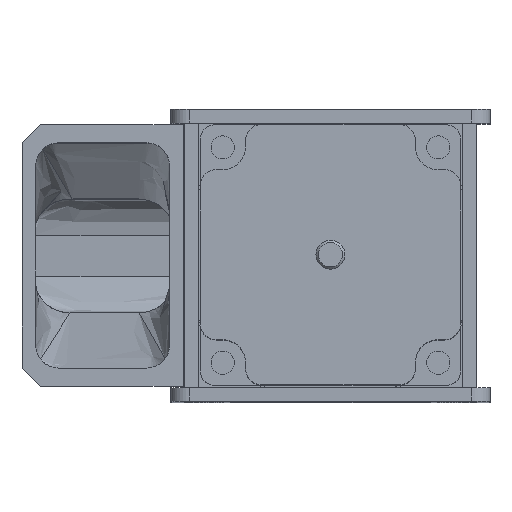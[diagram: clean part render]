
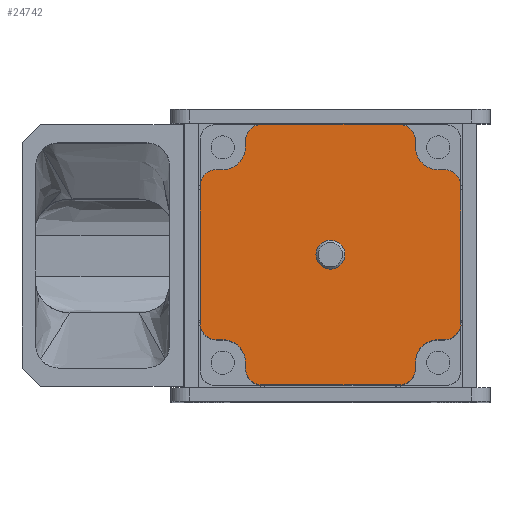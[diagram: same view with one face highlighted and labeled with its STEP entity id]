
A CAD part, top view. The second image highlights one B-rep face of the part: STEP entity #24742.
In plain terms, the highlighted face is planar.
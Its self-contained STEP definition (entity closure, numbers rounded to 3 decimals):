
#447=FACE_BOUND('',#4667,.T.);
#1531=CIRCLE('',#26960,3.175);
#1535=CIRCLE('',#26967,3.556);
#1536=CIRCLE('',#26968,3.556);
#1537=CIRCLE('',#26969,4.978);
#1538=CIRCLE('',#26970,3.556);
#1539=CIRCLE('',#26971,3.556);
#1540=CIRCLE('',#26972,4.978);
#1541=CIRCLE('',#26973,3.556);
#1542=CIRCLE('',#26974,3.556);
#1543=CIRCLE('',#26975,4.978);
#1544=CIRCLE('',#26976,3.556);
#1545=CIRCLE('',#26977,3.556);
#1546=CIRCLE('',#26978,4.978);
#3176=FACE_OUTER_BOUND('',#4666,.T.);
#4666=EDGE_LOOP('',(#22447,#22448,#22449,#22450,#22451,#22452,#22453,#22454,
#22455,#22456,#22457,#22458,#22459,#22460,#22461,#22462,#22463,#22464,#22465,
#22466,#22467,#22468,#22469,#22470));
#4667=EDGE_LOOP('',(#22471));
#7165=LINE('',#42530,#9669);
#7173=LINE('',#42550,#9677);
#7181=LINE('',#42570,#9685);
#7194=LINE('',#42636,#9698);
#7195=LINE('',#42640,#9699);
#7196=LINE('',#42645,#9700);
#7197=LINE('',#42649,#9701);
#7198=LINE('',#42653,#9702);
#7199=LINE('',#42657,#9703);
#7200=LINE('',#42661,#9704);
#7201=LINE('',#42666,#9705);
#7202=LINE('',#42669,#9706);
#9669=VECTOR('',#33359,1000.);
#9677=VECTOR('',#33375,1000.);
#9685=VECTOR('',#33391,1000.);
#9698=VECTOR('',#33466,1000.);
#9699=VECTOR('',#33469,1000.);
#9700=VECTOR('',#33474,1000.);
#9701=VECTOR('',#33477,1000.);
#9702=VECTOR('',#33480,1000.);
#9703=VECTOR('',#33483,1000.);
#9704=VECTOR('',#33486,1000.);
#9705=VECTOR('',#33491,1000.);
#9706=VECTOR('',#33494,1000.);
#11990=VERTEX_POINT('',#42527);
#11991=VERTEX_POINT('',#42529);
#11998=VERTEX_POINT('',#42547);
#11999=VERTEX_POINT('',#42549);
#12006=VERTEX_POINT('',#42567);
#12007=VERTEX_POINT('',#42569);
#12023=VERTEX_POINT('',#42617);
#12027=VERTEX_POINT('',#42631);
#12028=VERTEX_POINT('',#42633);
#12029=VERTEX_POINT('',#42635);
#12030=VERTEX_POINT('',#42637);
#12031=VERTEX_POINT('',#42639);
#12032=VERTEX_POINT('',#42642);
#12033=VERTEX_POINT('',#42644);
#12034=VERTEX_POINT('',#42646);
#12035=VERTEX_POINT('',#42648);
#12036=VERTEX_POINT('',#42650);
#12037=VERTEX_POINT('',#42652);
#12038=VERTEX_POINT('',#42654);
#12039=VERTEX_POINT('',#42656);
#12040=VERTEX_POINT('',#42658);
#12041=VERTEX_POINT('',#42660);
#12042=VERTEX_POINT('',#42663);
#12043=VERTEX_POINT('',#42665);
#12044=VERTEX_POINT('',#42667);
#15477=EDGE_CURVE('',#11990,#11991,#7165,.T.);
#15487=EDGE_CURVE('',#11998,#11999,#7173,.T.);
#15497=EDGE_CURVE('',#12006,#12007,#7181,.T.);
#15521=EDGE_CURVE('',#12023,#12023,#1531,.T.);
#15528=EDGE_CURVE('',#11999,#12027,#1535,.T.);
#15529=EDGE_CURVE('',#12028,#11998,#1536,.T.);
#15530=EDGE_CURVE('',#12029,#12028,#7194,.T.);
#15531=EDGE_CURVE('',#12030,#12029,#1537,.T.);
#15532=EDGE_CURVE('',#12031,#12030,#7195,.T.);
#15533=EDGE_CURVE('',#12007,#12031,#1538,.T.);
#15534=EDGE_CURVE('',#12032,#12006,#1539,.T.);
#15535=EDGE_CURVE('',#12033,#12032,#7196,.T.);
#15536=EDGE_CURVE('',#12034,#12033,#1540,.T.);
#15537=EDGE_CURVE('',#12035,#12034,#7197,.T.);
#15538=EDGE_CURVE('',#12036,#12035,#1541,.T.);
#15539=EDGE_CURVE('',#12037,#12036,#7198,.T.);
#15540=EDGE_CURVE('',#12038,#12037,#1542,.T.);
#15541=EDGE_CURVE('',#12039,#12038,#7199,.T.);
#15542=EDGE_CURVE('',#12040,#12039,#1543,.T.);
#15543=EDGE_CURVE('',#12041,#12040,#7200,.T.);
#15544=EDGE_CURVE('',#11991,#12041,#1544,.T.);
#15545=EDGE_CURVE('',#12042,#11990,#1545,.T.);
#15546=EDGE_CURVE('',#12043,#12042,#7201,.T.);
#15547=EDGE_CURVE('',#12044,#12043,#1546,.T.);
#15548=EDGE_CURVE('',#12027,#12044,#7202,.T.);
#22447=ORIENTED_EDGE('',*,*,#15528,.F.);
#22448=ORIENTED_EDGE('',*,*,#15487,.F.);
#22449=ORIENTED_EDGE('',*,*,#15529,.F.);
#22450=ORIENTED_EDGE('',*,*,#15530,.F.);
#22451=ORIENTED_EDGE('',*,*,#15531,.F.);
#22452=ORIENTED_EDGE('',*,*,#15532,.F.);
#22453=ORIENTED_EDGE('',*,*,#15533,.F.);
#22454=ORIENTED_EDGE('',*,*,#15497,.F.);
#22455=ORIENTED_EDGE('',*,*,#15534,.F.);
#22456=ORIENTED_EDGE('',*,*,#15535,.F.);
#22457=ORIENTED_EDGE('',*,*,#15536,.F.);
#22458=ORIENTED_EDGE('',*,*,#15537,.F.);
#22459=ORIENTED_EDGE('',*,*,#15538,.F.);
#22460=ORIENTED_EDGE('',*,*,#15539,.F.);
#22461=ORIENTED_EDGE('',*,*,#15540,.F.);
#22462=ORIENTED_EDGE('',*,*,#15541,.F.);
#22463=ORIENTED_EDGE('',*,*,#15542,.F.);
#22464=ORIENTED_EDGE('',*,*,#15543,.F.);
#22465=ORIENTED_EDGE('',*,*,#15544,.F.);
#22466=ORIENTED_EDGE('',*,*,#15477,.F.);
#22467=ORIENTED_EDGE('',*,*,#15545,.F.);
#22468=ORIENTED_EDGE('',*,*,#15546,.F.);
#22469=ORIENTED_EDGE('',*,*,#15547,.F.);
#22470=ORIENTED_EDGE('',*,*,#15548,.F.);
#22471=ORIENTED_EDGE('',*,*,#15521,.T.);
#23544=PLANE('',#26966);
#24742=ADVANCED_FACE('',(#3176,#447),#23544,.T.);
#26960=AXIS2_PLACEMENT_3D('',#42618,#33445,#33446);
#26966=AXIS2_PLACEMENT_3D('',#42630,#33460,#33461);
#26967=AXIS2_PLACEMENT_3D('',#42632,#33462,#33463);
#26968=AXIS2_PLACEMENT_3D('',#42634,#33464,#33465);
#26969=AXIS2_PLACEMENT_3D('',#42638,#33467,#33468);
#26970=AXIS2_PLACEMENT_3D('',#42641,#33470,#33471);
#26971=AXIS2_PLACEMENT_3D('',#42643,#33472,#33473);
#26972=AXIS2_PLACEMENT_3D('',#42647,#33475,#33476);
#26973=AXIS2_PLACEMENT_3D('',#42651,#33478,#33479);
#26974=AXIS2_PLACEMENT_3D('',#42655,#33481,#33482);
#26975=AXIS2_PLACEMENT_3D('',#42659,#33484,#33485);
#26976=AXIS2_PLACEMENT_3D('',#42662,#33487,#33488);
#26977=AXIS2_PLACEMENT_3D('',#42664,#33489,#33490);
#26978=AXIS2_PLACEMENT_3D('',#42668,#33492,#33493);
#33359=DIRECTION('',(1.,0.,0.));
#33375=DIRECTION('',(0.,-1.,0.));
#33391=DIRECTION('',(-1.,0.,0.));
#33445=DIRECTION('center_axis',(0.,0.,1.));
#33446=DIRECTION('ref_axis',(0.,-1.,0.));
#33460=DIRECTION('center_axis',(0.,0.,-1.));
#33461=DIRECTION('ref_axis',(-1.,0.,0.));
#33462=DIRECTION('center_axis',(0.,0.,1.));
#33463=DIRECTION('ref_axis',(-1.,0.,0.));
#33464=DIRECTION('center_axis',(0.,0.,1.));
#33465=DIRECTION('ref_axis',(1.,0.,0.));
#33466=DIRECTION('',(-1.,0.,0.));
#33467=DIRECTION('center_axis',(0.,0.,-1.));
#33468=DIRECTION('ref_axis',(1.,0.,0.));
#33469=DIRECTION('',(0.,-1.,0.));
#33470=DIRECTION('center_axis',(0.,0.,1.));
#33471=DIRECTION('ref_axis',(1.,0.,0.));
#33472=DIRECTION('center_axis',(0.,0.,1.));
#33473=DIRECTION('ref_axis',(-1.,0.,0.));
#33474=DIRECTION('',(0.,1.,0.));
#33475=DIRECTION('center_axis',(0.,0.,-1.));
#33476=DIRECTION('ref_axis',(-1.,0.,0.));
#33477=DIRECTION('',(-1.,0.,0.));
#33478=DIRECTION('center_axis',(0.,0.,1.));
#33479=DIRECTION('ref_axis',(-1.,0.,0.));
#33480=DIRECTION('',(0.,1.,0.));
#33481=DIRECTION('center_axis',(0.,0.,1.));
#33482=DIRECTION('ref_axis',(1.,0.,0.));
#33483=DIRECTION('',(1.,0.,0.));
#33484=DIRECTION('center_axis',(0.,0.,-1.));
#33485=DIRECTION('ref_axis',(1.,0.,0.));
#33486=DIRECTION('',(0.,1.,0.));
#33487=DIRECTION('center_axis',(0.,0.,1.));
#33488=DIRECTION('ref_axis',(1.,0.,0.));
#33489=DIRECTION('center_axis',(0.,0.,1.));
#33490=DIRECTION('ref_axis',(-1.,0.,0.));
#33491=DIRECTION('',(0.,-1.,0.));
#33492=DIRECTION('center_axis',(0.,0.,-1.));
#33493=DIRECTION('ref_axis',(-1.,0.,0.));
#33494=DIRECTION('',(1.,0.,0.));
#42527=CARTESIAN_POINT('',(-15.088,-28.575,-56.388));
#42529=CARTESIAN_POINT('',(15.088,-28.575,-56.388));
#42530=CARTESIAN_POINT('',(15.088,-28.575,-56.388));
#42547=CARTESIAN_POINT('',(-28.575,15.088,-56.388));
#42549=CARTESIAN_POINT('',(-28.575,-15.088,-56.388));
#42550=CARTESIAN_POINT('',(-28.575,15.088,-56.388));
#42567=CARTESIAN_POINT('',(15.088,28.575,-56.388));
#42569=CARTESIAN_POINT('',(-15.088,28.575,-56.388));
#42570=CARTESIAN_POINT('',(15.088,28.575,-56.388));
#42617=CARTESIAN_POINT('',(0.,3.175,-56.388));
#42618=CARTESIAN_POINT('Origin',(0.,0.,-56.388));
#42630=CARTESIAN_POINT('Origin',(-25.019,-15.088,-56.388));
#42631=CARTESIAN_POINT('',(-25.019,-18.644,-56.388));
#42632=CARTESIAN_POINT('Origin',(-25.019,-15.088,-56.388));
#42633=CARTESIAN_POINT('',(-25.019,18.644,-56.388));
#42634=CARTESIAN_POINT('Origin',(-25.019,15.088,-56.388));
#42635=CARTESIAN_POINT('',(-23.622,18.644,-56.388));
#42636=CARTESIAN_POINT('',(-25.019,18.644,-56.388));
#42637=CARTESIAN_POINT('',(-18.644,23.622,-56.388));
#42638=CARTESIAN_POINT('Origin',(-23.622,23.622,-56.388));
#42639=CARTESIAN_POINT('',(-18.644,25.019,-56.388));
#42640=CARTESIAN_POINT('',(-18.644,23.622,-56.388));
#42641=CARTESIAN_POINT('Origin',(-15.088,25.019,-56.388));
#42642=CARTESIAN_POINT('',(18.644,25.019,-56.388));
#42643=CARTESIAN_POINT('Origin',(15.088,25.019,-56.388));
#42644=CARTESIAN_POINT('',(18.644,23.622,-56.388));
#42645=CARTESIAN_POINT('',(18.644,23.622,-56.388));
#42646=CARTESIAN_POINT('',(23.622,18.644,-56.388));
#42647=CARTESIAN_POINT('Origin',(23.622,23.622,-56.388));
#42648=CARTESIAN_POINT('',(25.019,18.644,-56.388));
#42649=CARTESIAN_POINT('',(25.019,18.644,-56.388));
#42650=CARTESIAN_POINT('',(28.575,15.088,-56.388));
#42651=CARTESIAN_POINT('Origin',(25.019,15.088,-56.388));
#42652=CARTESIAN_POINT('',(28.575,-15.088,-56.388));
#42653=CARTESIAN_POINT('',(28.575,-15.088,-56.388));
#42654=CARTESIAN_POINT('',(25.019,-18.644,-56.388));
#42655=CARTESIAN_POINT('Origin',(25.019,-15.088,-56.388));
#42656=CARTESIAN_POINT('',(23.622,-18.644,-56.388));
#42657=CARTESIAN_POINT('',(25.019,-18.644,-56.388));
#42658=CARTESIAN_POINT('',(18.644,-23.622,-56.388));
#42659=CARTESIAN_POINT('Origin',(23.622,-23.622,-56.388));
#42660=CARTESIAN_POINT('',(18.644,-25.019,-56.388));
#42661=CARTESIAN_POINT('',(18.644,-23.622,-56.388));
#42662=CARTESIAN_POINT('Origin',(15.088,-25.019,-56.388));
#42663=CARTESIAN_POINT('',(-18.644,-25.019,-56.388));
#42664=CARTESIAN_POINT('Origin',(-15.088,-25.019,-56.388));
#42665=CARTESIAN_POINT('',(-18.644,-23.622,-56.388));
#42666=CARTESIAN_POINT('',(-18.644,-23.622,-56.388));
#42667=CARTESIAN_POINT('',(-23.622,-18.644,-56.388));
#42668=CARTESIAN_POINT('Origin',(-23.622,-23.622,-56.388));
#42669=CARTESIAN_POINT('',(-25.019,-18.644,-56.388));
